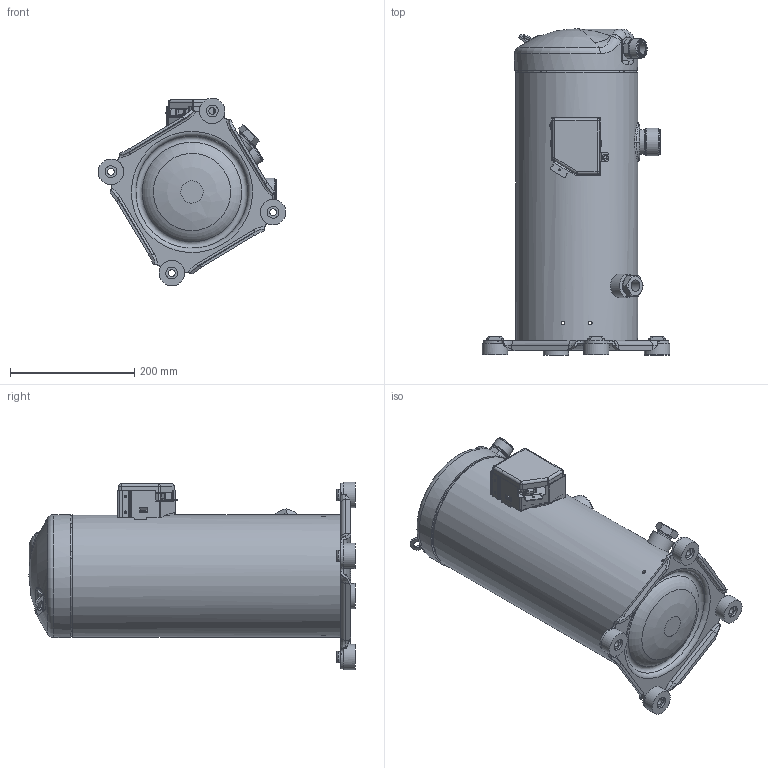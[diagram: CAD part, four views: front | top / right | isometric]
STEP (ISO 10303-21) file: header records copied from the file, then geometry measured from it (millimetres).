
FILE_DESCRIPTION(/* description */ (''),/* implementation_level */ '2;1');
FILE_NAME(/* name */ 'RCH125T4LB7HA.stp',/* time_stamp */ '2022-08-29T16:25:20+03:00',/* author */ ('U403152'),/* organization */ (''),/* preprocessor_version */ 'ST-DEVELOPER v18.1',/* originating_system */ 'Autodesk Inventor 2020',/* authorisation */ '');
FILE_SCHEMA (('AUTOMOTIVE_DESIGN { 1 0 10303 214 3 1 1 }'));
Products named in the file (1): Part2
Bounding box: 302.4 x 525.7 x 302.4 mm (x, y, z)
Volume: 1871534.2 mm3; surface area: 983553.8 mm2
Topology: 4 solids, 10 shells, 1382 faces, 3953 edges, 2614 vertices
Faces by surface type: plane 589, cylinder 427, bspline 154, torus 99, cone 83, sphere 30
Full cylindrical faces by diameter (mm): 3.18 x3, 3.2 x7, 3.64 x2, 3.68 x3, 4 x1, 4.2 x3, 4.5 x1, 4.6 x1, 4.8 x2, 5 x5, 5.5 x1, 6 x7, 7.4 x3, 7.5 x1, 8 x3, 8.5 x1, 8.7 x1, 8.9 x3, 9 x4, 10 x2, 11 x4, 11.5 x1, 12.5 x1, 15 x1, 16 x1, 18.3 x4, 19 x7, 19.2 x1, 19.25 x4, 21.5 x1
Entity records: 77047 total; most frequent: CARTESIAN_POINT 40735, ORIENTED_EDGE 7878, DIRECTION 7496, EDGE_CURVE 3949, AXIS2_PLACEMENT_3D 2861, VERTEX_POINT 2617, LINE 1774, VECTOR 1774
